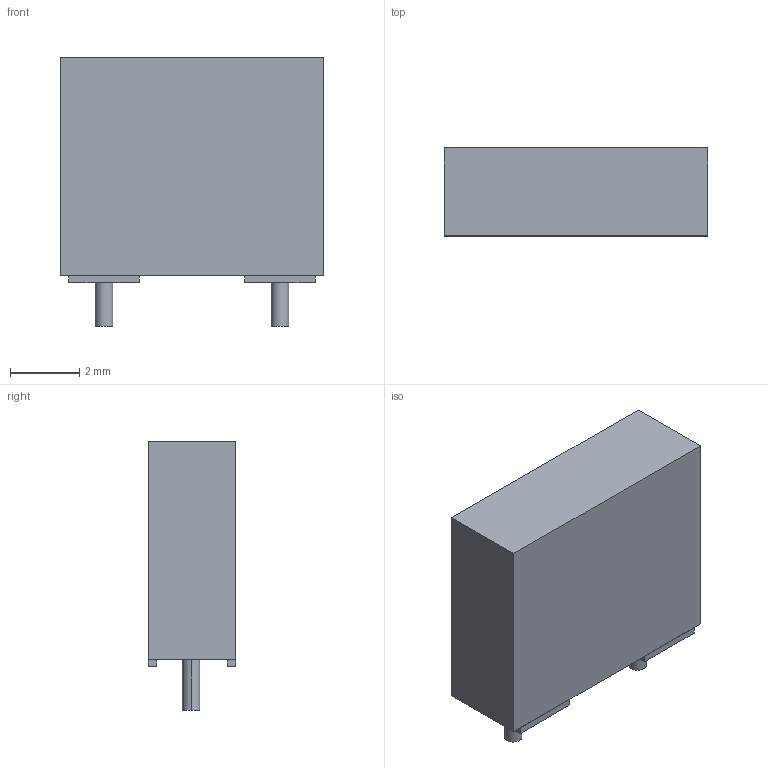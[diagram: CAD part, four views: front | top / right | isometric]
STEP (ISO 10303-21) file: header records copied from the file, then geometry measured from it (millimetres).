
FILE_DESCRIPTION (( 'STEP AP214' ), '1' );
FILE_NAME ('SW3dPS-CAPNP5.STEP', '2009-05-12T11:54:38', ( 'SysAdmin' ), ( 'SolidWorks' ), 'SwSTEP 2.0', 'SolidWorks 2009', '' );
FILE_SCHEMA (( 'AUTOMOTIVE_DESIGN' ));
Length unit declared in the file: millimetre
Products named in the file (8): SW3dPS-CAPNP5_Extruded1; SW3dPS-CAPNP5_352697808; SW3dPS-CAPNP5_Open CASCADE STEP translator 6.2 31.1; SW3dPS-CAPNP5; SW3dPS-CAPNP5_352466432; SW3dPS-CAPNP5_Cylinder; SW3dPS-CAPNP5_Extruded; SW3dPS-CAPNP5_352697680
Assembly tree (11 placements, depth 4):
  SW3dPS-CAPNP5
    SW3dPS-CAPNP5_Open CASCADE STEP translator 6.2 31.1
      SW3dPS-CAPNP5_352466432  x2
        SW3dPS-CAPNP5_Cylinder
      SW3dPS-CAPNP5_352697808  x4
        SW3dPS-CAPNP5_Extruded1
      SW3dPS-CAPNP5_352697680
        SW3dPS-CAPNP5_Extruded
Bounding box: 7.62 x 2.54 x 7.77 mm (x, y, z)
Volume: 123 mm3; surface area: 180.2 mm2
Topology: 7 solids, 7 shells, 38 faces, 72 edges, 48 vertices
Faces by surface type: plane 34, cylinder 4
Entity records: 688 total; most frequent: DIRECTION 102, CARTESIAN_POINT 84, ORIENTED_EDGE 60, AXIS2_PLACEMENT_3D 38, EDGE_CURVE 30, VECTOR 26, LINE 26, VERTEX_POINT 20
